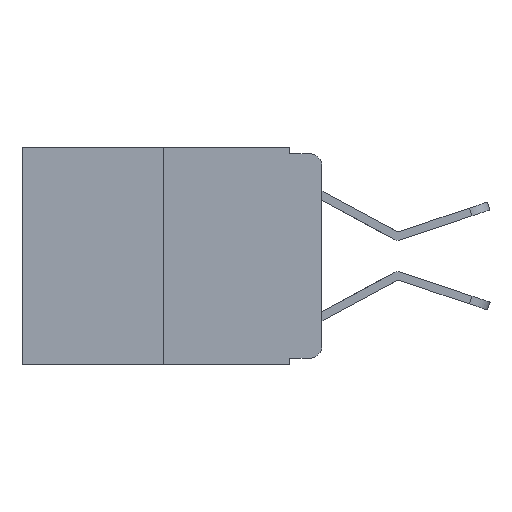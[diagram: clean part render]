
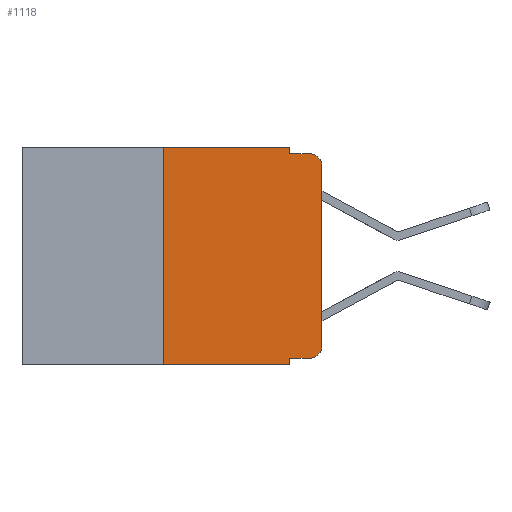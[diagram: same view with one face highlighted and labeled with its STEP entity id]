
A CAD part, left-side view. The second image highlights one B-rep face of the part: STEP entity #1118.
In plain terms, the highlighted planar face has unit normal (-1, 0, 0).
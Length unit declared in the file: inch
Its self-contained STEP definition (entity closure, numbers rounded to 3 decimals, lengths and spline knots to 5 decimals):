
#38 = VERTEX_POINT ( 'NONE', #1626 ) ;
#40 = CARTESIAN_POINT ( 'NONE',  ( 0., 0., 0. ) ) ;
#65 = CARTESIAN_POINT ( 'NONE',  ( 0., 0.02, -0.313 ) ) ;
#91 = EDGE_CURVE ( 'NONE', #3194, #6182, #10080, .T. ) ;
#147 = DIRECTION ( 'NONE',  ( 0., 0., -1. ) ) ;
#187 = DIRECTION ( 'NONE',  ( 0., 0., -1. ) ) ;
#202 = AXIS2_PLACEMENT_3D ( 'NONE', #7290, #6465, #8291 ) ;
#534 = VECTOR ( 'NONE', #11660, 39.37008 ) ;
#633 = CARTESIAN_POINT ( 'NONE',  ( 0., 0.051, -0.01 ) ) ;
#1118 = ADVANCED_FACE ( 'NONE', ( #2596 ), #11171, .F. ) ;
#1381 = CARTESIAN_POINT ( 'NONE',  ( 0., 0.051, -0.01 ) ) ;
#1550 = DIRECTION ( 'NONE',  ( 0., -1., 0. ) ) ;
#1626 = CARTESIAN_POINT ( 'NONE',  ( 0., 0.051, 0. ) ) ;
#1655 = CIRCLE ( 'NONE', #202, 0.02 ) ;
#1728 = CARTESIAN_POINT ( 'NONE',  ( 0., 0.25, 0. ) ) ;
#1791 = CARTESIAN_POINT ( 'NONE',  ( 0., 0.25, 0. ) ) ;
#1814 = VERTEX_POINT ( 'NONE', #7942 ) ;
#1857 = DIRECTION ( 'NONE',  ( 0., 0., 1. ) ) ;
#2185 = VECTOR ( 'NONE', #1857, 39.37008 ) ;
#2410 = CARTESIAN_POINT ( 'NONE',  ( 0., 0.051, -0.333 ) ) ;
#2486 = LINE ( 'NONE', #6296, #3629 ) ;
#2596 = FACE_OUTER_BOUND ( 'NONE', #8316, .T. ) ;
#2709 = ORIENTED_EDGE ( 'NONE', *, *, #11004, .T. ) ;
#2948 = DIRECTION ( 'NONE',  ( 1., 0., 0. ) ) ;
#3194 = VERTEX_POINT ( 'NONE', #10136 ) ;
#3376 = ORIENTED_EDGE ( 'NONE', *, *, #10459, .F. ) ;
#3454 = EDGE_CURVE ( 'NONE', #8870, #6130, #10874, .T. ) ;
#3629 = VECTOR ( 'NONE', #8155, 39.37008 ) ;
#4071 = VECTOR ( 'NONE', #11767, 39.37008 ) ;
#4219 = LINE ( 'NONE', #1728, #4512 ) ;
#4512 = VECTOR ( 'NONE', #10057, 39.37008 ) ;
#5181 = VERTEX_POINT ( 'NONE', #9979 ) ;
#5223 = EDGE_CURVE ( 'NONE', #11337, #5816, #4219, .T. ) ;
#5240 = LINE ( 'NONE', #5478, #7099 ) ;
#5478 = CARTESIAN_POINT ( 'NONE',  ( 0., 0.473, 0. ) ) ;
#5642 = CARTESIAN_POINT ( 'NONE',  ( 0., 0.051, 0. ) ) ;
#5686 = DIRECTION ( 'NONE',  ( -1., 0., 0. ) ) ;
#5740 = EDGE_CURVE ( 'NONE', #6182, #5181, #1655, .T. ) ;
#5816 = VERTEX_POINT ( 'NONE', #1791 ) ;
#6130 = VERTEX_POINT ( 'NONE', #7885 ) ;
#6182 = VERTEX_POINT ( 'NONE', #8975 ) ;
#6221 = EDGE_CURVE ( 'NONE', #11337, #6130, #6248, .T. ) ;
#6248 = LINE ( 'NONE', #11733, #4071 ) ;
#6296 = CARTESIAN_POINT ( 'NONE',  ( 0., 0.051, 0. ) ) ;
#6352 = DIRECTION ( 'NONE',  ( 0., -1., 0. ) ) ;
#6382 = ORIENTED_EDGE ( 'NONE', *, *, #6221, .T. ) ;
#6465 = DIRECTION ( 'NONE',  ( -1., 0., 0. ) ) ;
#7099 = VECTOR ( 'NONE', #6352, 39.37008 ) ;
#7261 = ORIENTED_EDGE ( 'NONE', *, *, #9752, .T. ) ;
#7290 = CARTESIAN_POINT ( 'NONE',  ( 0., 0.02, -0.03 ) ) ;
#7443 = ORIENTED_EDGE ( 'NONE', *, *, #5223, .F. ) ;
#7885 = CARTESIAN_POINT ( 'NONE',  ( 0., 0.051, -0.343 ) ) ;
#7942 = CARTESIAN_POINT ( 'NONE',  ( 0., 0.02, -0.333 ) ) ;
#8101 = CIRCLE ( 'NONE', #10975, 0.02 ) ;
#8155 = DIRECTION ( 'NONE',  ( 0., 0., -1. ) ) ;
#8239 = ORIENTED_EDGE ( 'NONE', *, *, #91, .T. ) ;
#8276 = ORIENTED_EDGE ( 'NONE', *, *, #3454, .F. ) ;
#8291 = DIRECTION ( 'NONE',  ( 0., 0., -1. ) ) ;
#8316 = EDGE_LOOP ( 'NONE', ( #8239, #11310, #11141, #9261, #3376, #7443, #6382, #8276, #7261, #2709 ) ) ;
#8451 = CARTESIAN_POINT ( 'NONE',  ( 0., 0.473, 0. ) ) ;
#8870 = VERTEX_POINT ( 'NONE', #10651 ) ;
#8975 = CARTESIAN_POINT ( 'NONE',  ( 0., 0., -0.03 ) ) ;
#9145 = VECTOR ( 'NONE', #147, 39.37008 ) ;
#9261 = ORIENTED_EDGE ( 'NONE', *, *, #10790, .F. ) ;
#9351 = DIRECTION ( 'NONE',  ( 0., 0., -1. ) ) ;
#9595 = VERTEX_POINT ( 'NONE', #1381 ) ;
#9752 = EDGE_CURVE ( 'NONE', #8870, #1814, #11835, .T. ) ;
#9933 = CARTESIAN_POINT ( 'NONE',  ( 0., 0.25, -0.343 ) ) ;
#9979 = CARTESIAN_POINT ( 'NONE',  ( 0., 0.02, -0.01 ) ) ;
#10057 = DIRECTION ( 'NONE',  ( 0., 0., 1. ) ) ;
#10080 = LINE ( 'NONE', #40, #2185 ) ;
#10136 = CARTESIAN_POINT ( 'NONE',  ( 0., 0., -0.313 ) ) ;
#10459 = EDGE_CURVE ( 'NONE', #5816, #38, #5240, .T. ) ;
#10506 = AXIS2_PLACEMENT_3D ( 'NONE', #8451, #2948, #9351 ) ;
#10651 = CARTESIAN_POINT ( 'NONE',  ( 0., 0.051, -0.333 ) ) ;
#10716 = EDGE_CURVE ( 'NONE', #9595, #5181, #10943, .T. ) ;
#10790 = EDGE_CURVE ( 'NONE', #38, #9595, #2486, .T. ) ;
#10874 = LINE ( 'NONE', #5642, #9145 ) ;
#10943 = LINE ( 'NONE', #633, #11809 ) ;
#10975 = AXIS2_PLACEMENT_3D ( 'NONE', #65, #5686, #187 ) ;
#11004 = EDGE_CURVE ( 'NONE', #1814, #3194, #8101, .T. ) ;
#11141 = ORIENTED_EDGE ( 'NONE', *, *, #10716, .F. ) ;
#11171 = PLANE ( 'NONE',  #10506 ) ;
#11310 = ORIENTED_EDGE ( 'NONE', *, *, #5740, .T. ) ;
#11337 = VERTEX_POINT ( 'NONE', #9933 ) ;
#11660 = DIRECTION ( 'NONE',  ( 0., -1., 0. ) ) ;
#11733 = CARTESIAN_POINT ( 'NONE',  ( 0., 0.473, -0.343 ) ) ;
#11767 = DIRECTION ( 'NONE',  ( 0., -1., 0. ) ) ;
#11809 = VECTOR ( 'NONE', #1550, 39.37008 ) ;
#11835 = LINE ( 'NONE', #2410, #534 ) ;
